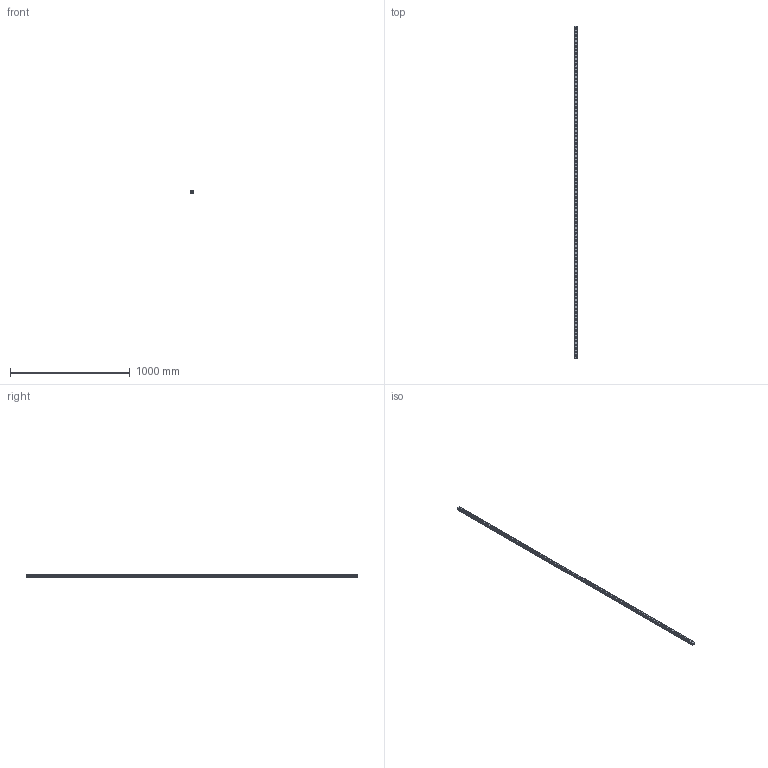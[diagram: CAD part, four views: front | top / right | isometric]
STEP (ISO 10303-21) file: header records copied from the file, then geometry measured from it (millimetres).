
FILE_DESCRIPTION(('STEP AP214'),'1');
FILE_NAME('cctmp_A927E034-0379-4AD7-A913-EC9B47C44C88_2021_03_11_10_16_54_0270..stp','2021-03-11T09:16:54',('HIWIN GmbH'),('CADClick - www.CADClick.com'),'Spatial InterOp 3D',' ','unknown authorization');
FILE_SCHEMA(('AUTOMOTIVE_DESIGN'));
Length unit declared in the file: millimetre
Products named in the file (1): RGR25R2770H_FILE
Bounding box: 23 x 2770 x 23.6 mm (x, y, z)
Volume: 1111264.1 mm3; surface area: 343563.7 mm2
Topology: 1 solids, 1 shells, 945 faces, 1989 edges, 1326 vertices
Faces by surface type: cylinder 570, plane 375
Entity records: 33427 total; most frequent: DIRECTION 5021, CARTESIAN_POINT 4261, ORIENTED_EDGE 3978, AXIS2_PLACEMENT_3D 2086, EDGE_CURVE 1989, VERTEX_POINT 1326, EDGE_LOOP 1225, CIRCLE 1140
